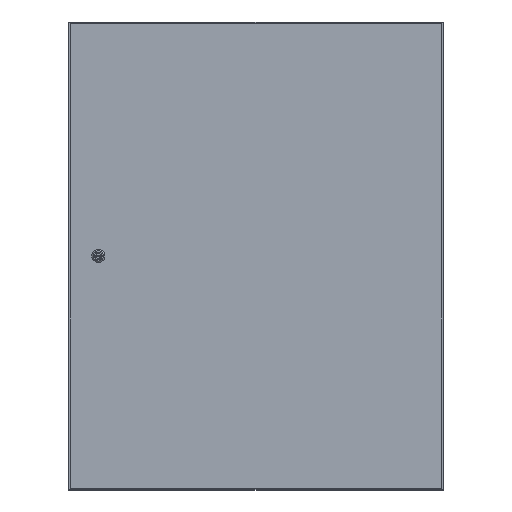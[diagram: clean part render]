
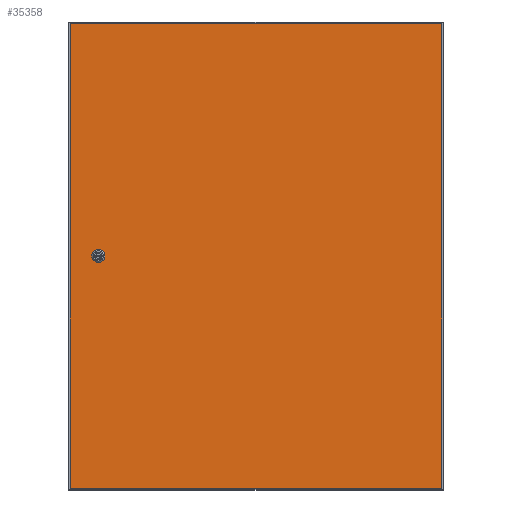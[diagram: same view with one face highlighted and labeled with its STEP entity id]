
A CAD part, top view. The second image highlights one B-rep face of the part: STEP entity #35358.
In plain terms, the highlighted planar face has unit normal (0, 0, 1).
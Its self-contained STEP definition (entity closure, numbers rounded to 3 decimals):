
#792 = AXIS2_PLACEMENT_3D ( 'NONE', #1555, #17754, #46139 ) ;
#900 = VERTEX_POINT ( 'NONE', #20894 ) ;
#1081 = DIRECTION ( 'NONE',  ( 0., 0., 1. ) ) ;
#1555 = CARTESIAN_POINT ( 'NONE',  ( 63., 500., 17. ) ) ;
#2022 = LINE ( 'NONE', #34626, #48209 ) ;
#2521 = VERTEX_POINT ( 'NONE', #18487 ) ;
#2599 = EDGE_CURVE ( 'NONE', #900, #18129, #2022, .T. ) ;
#2887 = DIRECTION ( 'NONE',  ( 0., 0., 1. ) ) ;
#3075 = EDGE_CURVE ( 'NONE', #18129, #10477, #22618, .T. ) ;
#3195 = CARTESIAN_POINT ( 'NONE',  ( 797., 3., 17. ) ) ;
#4497 = CARTESIAN_POINT ( 'NONE',  ( 3., 997., 17. ) ) ;
#4498 = AXIS2_PLACEMENT_3D ( 'NONE', #24415, #1081, #25201 ) ;
#4547 = LINE ( 'NONE', #36656, #32144 ) ;
#5413 = ORIENTED_EDGE ( 'NONE', *, *, #2599, .T. ) ;
#6527 = ORIENTED_EDGE ( 'NONE', *, *, #32528, .F. ) ;
#6767 = DIRECTION ( 'NONE',  ( 0., 0., 1. ) ) ;
#6973 = ORIENTED_EDGE ( 'NONE', *, *, #44157, .F. ) ;
#9509 = VERTEX_POINT ( 'NONE', #13363 ) ;
#9949 = CARTESIAN_POINT ( 'NONE',  ( 68.056, 510.05, 17. ) ) ;
#10319 = EDGE_CURVE ( 'NONE', #14502, #50796, #34282, .T. ) ;
#10477 = VERTEX_POINT ( 'NONE', #52168 ) ;
#10565 = DIRECTION ( 'NONE',  ( 0., 0., 1. ) ) ;
#10743 = CARTESIAN_POINT ( 'NONE',  ( 73.05, 494.944, 17. ) ) ;
#10866 = CARTESIAN_POINT ( 'NONE',  ( 63., 500., 17. ) ) ;
#11630 = CIRCLE ( 'NONE', #23494, 11.25 ) ;
#12523 = DIRECTION ( 'NONE',  ( 0., -1., 0. ) ) ;
#13363 = CARTESIAN_POINT ( 'NONE',  ( 52.95, 505.056, 17. ) ) ;
#14181 = VERTEX_POINT ( 'NONE', #35901 ) ;
#14502 = VERTEX_POINT ( 'NONE', #33742 ) ;
#14618 = LINE ( 'NONE', #30241, #41772 ) ;
#14903 = DIRECTION ( 'NONE',  ( -1., 0., 0. ) ) ;
#14987 = CARTESIAN_POINT ( 'NONE',  ( 73.05, 494.944, 17. ) ) ;
#15049 = ORIENTED_EDGE ( 'NONE', *, *, #39926, .F. ) ;
#17754 = DIRECTION ( 'NONE',  ( 0., 0., 1. ) ) ;
#18129 = VERTEX_POINT ( 'NONE', #3195 ) ;
#18222 = DIRECTION ( 'NONE',  ( 1., 0., 0. ) ) ;
#18487 = CARTESIAN_POINT ( 'NONE',  ( 52.95, 494.944, 17. ) ) ;
#19341 = AXIS2_PLACEMENT_3D ( 'NONE', #10866, #2887, #51431 ) ;
#20019 = CARTESIAN_POINT ( 'NONE',  ( 57.944, 510.05, 17. ) ) ;
#20894 = CARTESIAN_POINT ( 'NONE',  ( 3., 3., 17. ) ) ;
#22115 = CARTESIAN_POINT ( 'NONE',  ( 3., 997., 17. ) ) ;
#22618 = LINE ( 'NONE', #38818, #39245 ) ;
#22738 = DIRECTION ( 'NONE',  ( 1., 0., 0. ) ) ;
#22976 = DIRECTION ( 'NONE',  ( 1., 0., 0. ) ) ;
#23494 = AXIS2_PLACEMENT_3D ( 'NONE', #26667, #6767, #22976 ) ;
#24186 = EDGE_CURVE ( 'NONE', #10477, #30617, #43550, .T. ) ;
#24415 = CARTESIAN_POINT ( 'NONE',  ( 0., 0., 17. ) ) ;
#25201 = DIRECTION ( 'NONE',  ( 1., 0., 0. ) ) ;
#25440 = CIRCLE ( 'NONE', #48337, 11.25 ) ;
#26667 = CARTESIAN_POINT ( 'NONE',  ( 63., 500., 17. ) ) ;
#27004 = EDGE_CURVE ( 'NONE', #2521, #14181, #11630, .T. ) ;
#29770 = EDGE_LOOP ( 'NONE', ( #48255, #6527, #15049, #40779, #38908, #43120, #6973, #45644 ) ) ;
#30060 = DIRECTION ( 'NONE',  ( 0., 1., 0. ) ) ;
#30241 = CARTESIAN_POINT ( 'NONE',  ( 52.95, 494.944, 17. ) ) ;
#30617 = VERTEX_POINT ( 'NONE', #22115 ) ;
#31014 = DIRECTION ( 'NONE',  ( 0., -1., 0. ) ) ;
#31399 = ORIENTED_EDGE ( 'NONE', *, *, #34305, .T. ) ;
#31999 = VECTOR ( 'NONE', #40121, 1000. ) ;
#32144 = VECTOR ( 'NONE', #44133, 1000. ) ;
#32528 = EDGE_CURVE ( 'NONE', #32554, #14502, #47844, .T. ) ;
#32554 = VERTEX_POINT ( 'NONE', #10743 ) ;
#33215 = VECTOR ( 'NONE', #12523, 1000. ) ;
#33742 = CARTESIAN_POINT ( 'NONE',  ( 73.05, 505.056, 17. ) ) ;
#34282 = CIRCLE ( 'NONE', #792, 11.25 ) ;
#34305 = EDGE_CURVE ( 'NONE', #30617, #900, #41400, .T. ) ;
#34626 = CARTESIAN_POINT ( 'NONE',  ( 3., 3., 17. ) ) ;
#35358 = ADVANCED_FACE ( 'NONE', ( #45403, #36348 ), #48843, .T. ) ;
#35609 = CARTESIAN_POINT ( 'NONE',  ( 68.056, 510.05, 17. ) ) ;
#35901 = CARTESIAN_POINT ( 'NONE',  ( 57.944, 489.95, 17. ) ) ;
#36348 = FACE_OUTER_BOUND ( 'NONE', #37056, .T. ) ;
#36656 = CARTESIAN_POINT ( 'NONE',  ( 68.056, 489.95, 17. ) ) ;
#37056 = EDGE_LOOP ( 'NONE', ( #31399, #5413, #43603, #47734 ) ) ;
#38554 = VECTOR ( 'NONE', #14903, 1000. ) ;
#38818 = CARTESIAN_POINT ( 'NONE',  ( 797., 997., 17. ) ) ;
#38908 = ORIENTED_EDGE ( 'NONE', *, *, #27004, .F. ) ;
#39245 = VECTOR ( 'NONE', #30060, 1000. ) ;
#39926 = EDGE_CURVE ( 'NONE', #49291, #32554, #40493, .T. ) ;
#40121 = DIRECTION ( 'NONE',  ( -1., 0., 0. ) ) ;
#40493 = CIRCLE ( 'NONE', #19341, 11.25 ) ;
#40708 = CARTESIAN_POINT ( 'NONE',  ( 68.056, 489.95, 17. ) ) ;
#40779 = ORIENTED_EDGE ( 'NONE', *, *, #42027, .F. ) ;
#40937 = EDGE_CURVE ( 'NONE', #50796, #49242, #48359, .T. ) ;
#41400 = LINE ( 'NONE', #4497, #33215 ) ;
#41772 = VECTOR ( 'NONE', #31014, 1000. ) ;
#42027 = EDGE_CURVE ( 'NONE', #14181, #49291, #4547, .T. ) ;
#42513 = CARTESIAN_POINT ( 'NONE',  ( 3., 997., 17. ) ) ;
#43120 = ORIENTED_EDGE ( 'NONE', *, *, #52479, .F. ) ;
#43244 = VECTOR ( 'NONE', #47087, 1000. ) ;
#43550 = LINE ( 'NONE', #42513, #38554 ) ;
#43603 = ORIENTED_EDGE ( 'NONE', *, *, #3075, .T. ) ;
#44133 = DIRECTION ( 'NONE',  ( 1., 0., 0. ) ) ;
#44157 = EDGE_CURVE ( 'NONE', #49242, #9509, #25440, .T. ) ;
#45403 = FACE_BOUND ( 'NONE', #29770, .T. ) ;
#45644 = ORIENTED_EDGE ( 'NONE', *, *, #40937, .F. ) ;
#46139 = DIRECTION ( 'NONE',  ( 1., 0., 0. ) ) ;
#46649 = CARTESIAN_POINT ( 'NONE',  ( 63., 500., 17. ) ) ;
#47087 = DIRECTION ( 'NONE',  ( 0., 1., 0. ) ) ;
#47734 = ORIENTED_EDGE ( 'NONE', *, *, #24186, .T. ) ;
#47844 = LINE ( 'NONE', #14987, #43244 ) ;
#48209 = VECTOR ( 'NONE', #18222, 1000. ) ;
#48255 = ORIENTED_EDGE ( 'NONE', *, *, #10319, .F. ) ;
#48337 = AXIS2_PLACEMENT_3D ( 'NONE', #46649, #10565, #22738 ) ;
#48359 = LINE ( 'NONE', #35609, #31999 ) ;
#48843 = PLANE ( 'NONE',  #4498 ) ;
#49242 = VERTEX_POINT ( 'NONE', #20019 ) ;
#49291 = VERTEX_POINT ( 'NONE', #40708 ) ;
#50796 = VERTEX_POINT ( 'NONE', #9949 ) ;
#51431 = DIRECTION ( 'NONE',  ( 1., 0., 0. ) ) ;
#52168 = CARTESIAN_POINT ( 'NONE',  ( 797., 997., 17. ) ) ;
#52479 = EDGE_CURVE ( 'NONE', #9509, #2521, #14618, .T. ) ;
